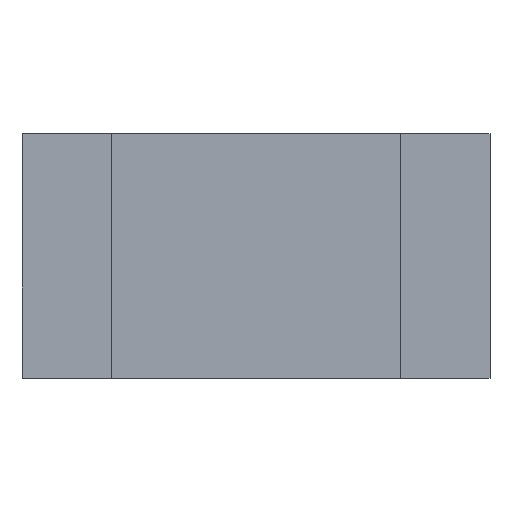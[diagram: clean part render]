
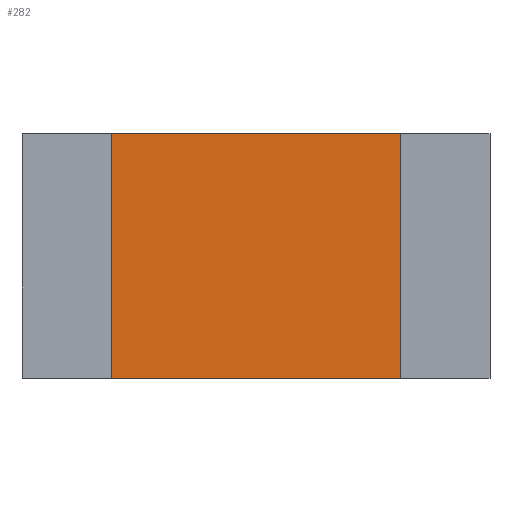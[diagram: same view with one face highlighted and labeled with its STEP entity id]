
A CAD part, top view. The second image highlights one B-rep face of the part: STEP entity #282.
In plain terms, the highlighted planar face has unit normal (0, 0, 1).
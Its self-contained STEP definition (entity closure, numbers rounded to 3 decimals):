
#24=FACE_OUTER_BOUND($,#42,.T.);
#42=EDGE_LOOP($,(#204,#205,#206,#207));
#56=LINE($,#399,#92);
#60=LINE($,#407,#96);
#63=LINE($,#413,#99);
#66=LINE($,#418,#102);
#92=VECTOR($,#325,2.07);
#96=VECTOR($,#331,1.75);
#99=VECTOR($,#336,2.07);
#102=VECTOR($,#341,1.75);
#128=VERTEX_POINT($,#397);
#129=VERTEX_POINT($,#398);
#132=VERTEX_POINT($,#406);
#134=VERTEX_POINT($,#412);
#152=EDGE_CURVE($,#128,#129,#56,.T.);
#156=EDGE_CURVE($,#129,#132,#60,.T.);
#159=EDGE_CURVE($,#132,#134,#63,.T.);
#162=EDGE_CURVE($,#134,#128,#66,.T.);
#204=ORIENTED_EDGE($,*,*,#162,.F.);
#205=ORIENTED_EDGE($,*,*,#159,.F.);
#206=ORIENTED_EDGE($,*,*,#156,.F.);
#207=ORIENTED_EDGE($,*,*,#152,.F.);
#264=PLANE($,#307);
#282=ADVANCED_FACE($,(#24),#264,.T.);
#307=AXIS2_PLACEMENT_3D($,#420,#343,#344);
#325=DIRECTION($,(1.,0.,0.));
#331=DIRECTION($,(0.,-1.,0.));
#336=DIRECTION($,(-1.,0.,0.));
#341=DIRECTION($,(0.,1.,0.));
#343=DIRECTION('center_axis',(0.,0.,1.));
#344=DIRECTION('ref_axis',(1.,0.,0.));
#397=CARTESIAN_POINT('',(-1.035,0.875,0.5));
#398=CARTESIAN_POINT('',(1.035,0.875,0.5));
#399=CARTESIAN_POINT($,(-0.925,0.875,0.5));
#406=CARTESIAN_POINT('',(1.035,-0.875,0.5));
#407=CARTESIAN_POINT($,(1.035,0.875,0.5));
#412=CARTESIAN_POINT('',(-1.035,-0.875,0.5));
#413=CARTESIAN_POINT($,(0.925,-0.875,0.5));
#418=CARTESIAN_POINT($,(-1.035,-0.875,0.5));
#420=CARTESIAN_POINT('Origin',(0.,0.,0.5));
